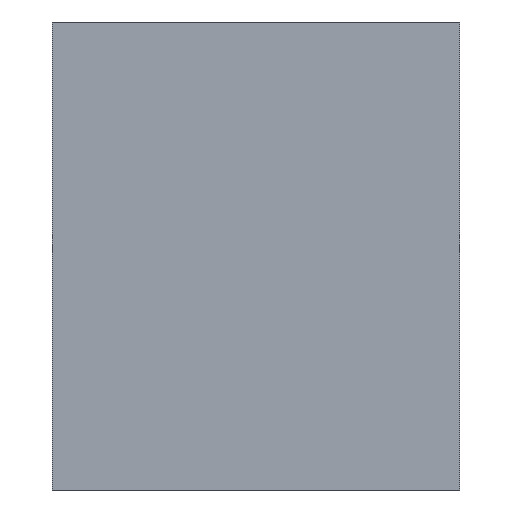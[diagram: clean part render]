
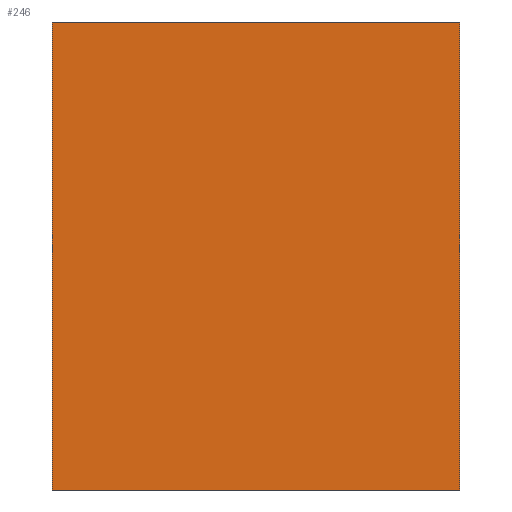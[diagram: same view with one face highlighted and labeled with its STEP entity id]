
A CAD part, left-side view. The second image highlights one B-rep face of the part: STEP entity #246.
In plain terms, the highlighted planar face has unit normal (-1, 0, 0).
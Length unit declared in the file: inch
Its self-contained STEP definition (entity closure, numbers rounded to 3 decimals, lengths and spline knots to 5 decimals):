
#4 = LINE ( 'NONE', #25, #155 ) ;
#7 = EDGE_LOOP ( 'NONE', ( #68, #160, #163, #164 ) ) ;
#9 = CARTESIAN_POINT ( 'NONE',  ( 300.0777, 130.33287, 0. ) ) ;
#13 = AXIS2_PLACEMENT_3D ( 'NONE', #259, #79, #276 ) ;
#25 = CARTESIAN_POINT ( 'NONE',  ( 300.0777, 132.30587, 2.268 ) ) ;
#56 = CARTESIAN_POINT ( 'NONE',  ( 300.0777, 132.30587, 2.268 ) ) ;
#64 = VECTOR ( 'NONE', #162, 39.37008 ) ;
#67 = EDGE_CURVE ( 'NONE', #161, #213, #135, .T. ) ;
#68 = ORIENTED_EDGE ( 'NONE', *, *, #67, .T. ) ;
#74 = CARTESIAN_POINT ( 'NONE',  ( 300.0777, 132.30587, 2.268 ) ) ;
#77 = PLANE ( 'NONE',  #13 ) ;
#79 = DIRECTION ( 'NONE',  ( 1., 0., 0. ) ) ;
#84 = CARTESIAN_POINT ( 'NONE',  ( 300.0777, 132.30587, 0. ) ) ;
#135 = LINE ( 'NONE', #84, #137 ) ;
#137 = VECTOR ( 'NONE', #279, 39.37008 ) ;
#140 = CARTESIAN_POINT ( 'NONE',  ( 300.0777, 130.33287, 2.268 ) ) ;
#155 = VECTOR ( 'NONE', #234, 39.37008 ) ;
#160 = ORIENTED_EDGE ( 'NONE', *, *, #247, .F. ) ;
#161 = VERTEX_POINT ( 'NONE', #280 ) ;
#162 = DIRECTION ( 'NONE',  ( 0., 0., -1. ) ) ;
#163 = ORIENTED_EDGE ( 'NONE', *, *, #261, .F. ) ;
#164 = ORIENTED_EDGE ( 'NONE', *, *, #236, .T. ) ;
#187 = VERTEX_POINT ( 'NONE', #140 ) ;
#192 = VERTEX_POINT ( 'NONE', #74 ) ;
#196 = VECTOR ( 'NONE', #274, 39.37008 ) ;
#206 = LINE ( 'NONE', #301, #64 ) ;
#213 = VERTEX_POINT ( 'NONE', #9 ) ;
#226 = FACE_OUTER_BOUND ( 'NONE', #7, .T. ) ;
#234 = DIRECTION ( 'NONE',  ( 0., -1., 0. ) ) ;
#236 = EDGE_CURVE ( 'NONE', #192, #161, #266, .T. ) ;
#246 = ADVANCED_FACE ( 'NONE', ( #226 ), #77, .F. ) ;
#247 = EDGE_CURVE ( 'NONE', #187, #213, #206, .T. ) ;
#259 = CARTESIAN_POINT ( 'NONE',  ( 300.0777, 132.30587, 2.268 ) ) ;
#261 = EDGE_CURVE ( 'NONE', #192, #187, #4, .T. ) ;
#266 = LINE ( 'NONE', #56, #196 ) ;
#274 = DIRECTION ( 'NONE',  ( 0., 0., -1. ) ) ;
#276 = DIRECTION ( 'NONE',  ( 0., 0., -1. ) ) ;
#279 = DIRECTION ( 'NONE',  ( 0., -1., 0. ) ) ;
#280 = CARTESIAN_POINT ( 'NONE',  ( 300.0777, 132.30587, 0. ) ) ;
#301 = CARTESIAN_POINT ( 'NONE',  ( 300.0777, 130.33287, 2.268 ) ) ;
